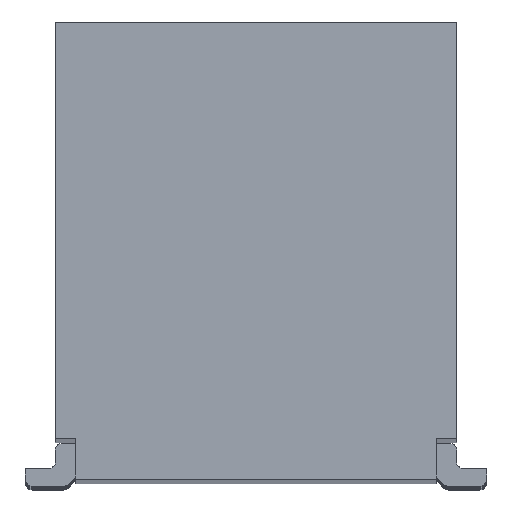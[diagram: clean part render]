
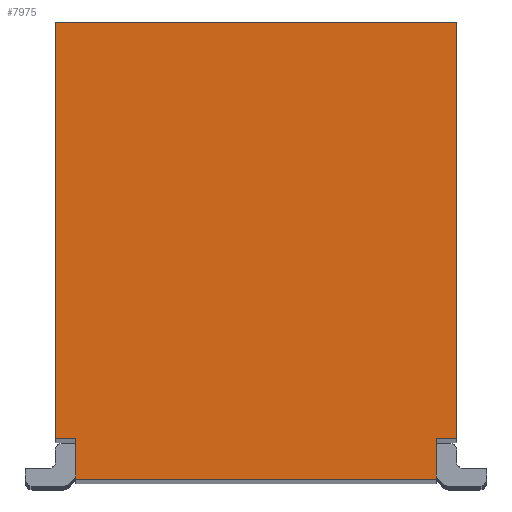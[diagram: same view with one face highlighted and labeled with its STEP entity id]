
A CAD part, top view. The second image highlights one B-rep face of the part: STEP entity #7975.
In plain terms, the highlighted planar face has unit normal (0, 0, 1).
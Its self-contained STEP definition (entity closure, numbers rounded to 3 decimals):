
#2=DIRECTION('',(0.,0.,1.));
#3=DIRECTION('',(-1.,0.,0.));
#37=VECTOR('',#3,1.);
#44=DIRECTION('',(0.,1.,0.));
#45=VECTOR('',#44,1.);
#76=CARTESIAN_POINT('',(1.32,-9.85,2.785));
#77=VERTEX_POINT('',#76);
#80=CARTESIAN_POINT('',(0.,-9.85,2.785));
#81=LINE('',#80,#37);
#82=CARTESIAN_POINT('',(1.47,-9.85,2.785));
#83=VERTEX_POINT('',#82);
#84=EDGE_CURVE('',#83,#77,#81,.T.);
#191=DIRECTION('',(0.,-1.,0.));
#192=VECTOR('',#191,1.);
#345=DIRECTION('',(1.,0.,-0.));
#346=VECTOR('',#345,1.);
#7565=CARTESIAN_POINT('',(1.47,-6.8,2.785));
#7566=VERTEX_POINT('',#7565);
#7569=CARTESIAN_POINT('',(0.,-6.8,2.785));
#7570=LINE('',#7569,#346);
#7571=CARTESIAN_POINT('',(-1.47,-6.8,2.785));
#7572=VERTEX_POINT('',#7571);
#7573=EDGE_CURVE('',#7572,#7566,#7570,.T.);
#7743=CARTESIAN_POINT('',(-1.47,-8.7,2.785));
#7744=LINE('',#7743,#192);
#7745=CARTESIAN_POINT('',(-1.47,-9.85,2.785));
#7746=VERTEX_POINT('',#7745);
#7747=EDGE_CURVE('',#7572,#7746,#7744,.T.);
#7943=CARTESIAN_POINT('',(1.544,-6.704,2.785));
#7944=AXIS2_PLACEMENT_3D('',#7943,#2,#3);
#7945=PLANE('',#7944);
#7946=ORIENTED_EDGE('',*,*,#7747,.T.);
#7947=ORIENTED_EDGE('',*,*,#7573,.F.);
#7948=CARTESIAN_POINT('',(1.47,-8.7,2.785));
#7949=LINE('',#7948,#45);
#7950=EDGE_CURVE('',#83,#7566,#7949,.T.);
#7951=ORIENTED_EDGE('',*,*,#7950,.T.);
#7952=ORIENTED_EDGE('',*,*,#84,.F.);
#7953=CARTESIAN_POINT('',(1.32,-8.2,2.785));
#7954=LINE('',#7953,#45);
#7955=CARTESIAN_POINT('',(1.32,-10.15,2.785));
#7956=VERTEX_POINT('',#7955);
#7957=EDGE_CURVE('',#7956,#77,#7954,.T.);
#7958=ORIENTED_EDGE('',*,*,#7957,.T.);
#7959=CARTESIAN_POINT('',(0.,-10.15,2.785));
#7960=LINE('',#7959,#37);
#7961=CARTESIAN_POINT('',(-1.32,-10.15,2.785));
#7962=VERTEX_POINT('',#7961);
#7963=EDGE_CURVE('',#7956,#7962,#7960,.T.);
#7964=ORIENTED_EDGE('',*,*,#7963,.F.);
#7965=CARTESIAN_POINT('',(-1.32,-8.2,2.785));
#7966=LINE('',#7965,#192);
#7967=CARTESIAN_POINT('',(-1.32,-9.85,2.785));
#7968=VERTEX_POINT('',#7967);
#7969=EDGE_CURVE('',#7968,#7962,#7966,.T.);
#7970=ORIENTED_EDGE('',*,*,#7969,.T.);
#7971=EDGE_CURVE('',#7968,#7746,#81,.T.);
#7972=ORIENTED_EDGE('',*,*,#7971,.F.);
#7973=EDGE_LOOP('',(#7972,#7970,#7964,#7958,#7952,#7951,#7947,#7946));
#7974=FACE_OUTER_BOUND('',#7973,.T.);
#7975=ADVANCED_FACE('',(#7974),#7945,.T.);
